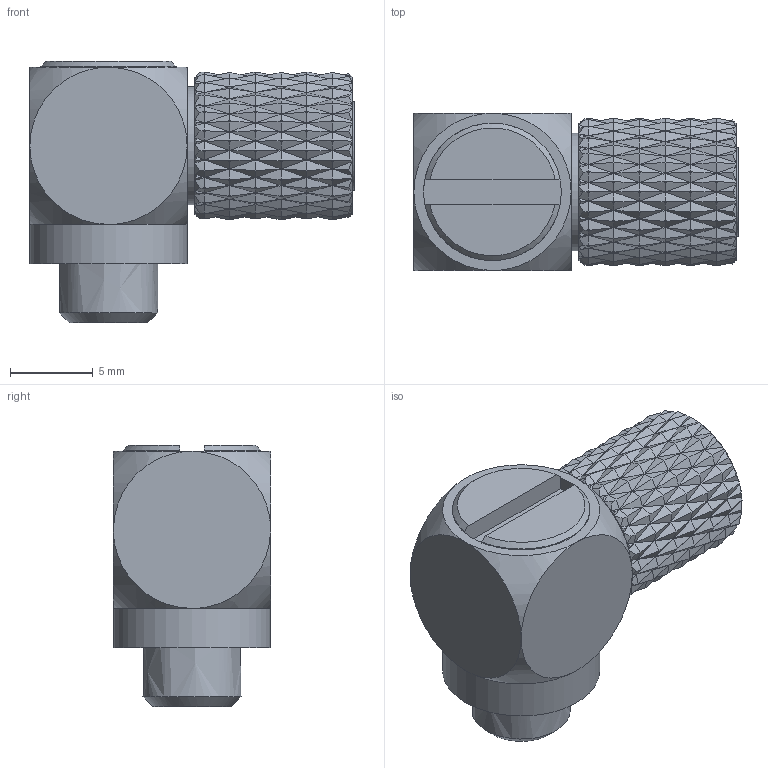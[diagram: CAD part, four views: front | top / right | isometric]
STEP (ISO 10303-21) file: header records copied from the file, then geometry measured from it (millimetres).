
FILE_DESCRIPTION(('FreeCAD Model'),'2;1');
FILE_NAME('Open CASCADE Shape Model','2025-05-02T01:53:47',('FreeCAD'),( 'FreeCAD'),'Open CASCADE STEP processor 7.6','FreeCAD','Unknown');
FILE_SCHEMA(('AUTOMOTIVE_DESIGN { 1 0 10303 214 1 1 1 1 }'));
Products named in the file (1): Open CASCADE STEP translator 7.6 1
Bounding box: 19.59 x 9.5 x 15.79 mm (x, y, z)
Volume: 1346.9 mm3; surface area: 2265.4 mm2
Topology: 4 solids, 4 shells, 930 faces, 1862 edges, 940 vertices
Faces by surface type: bspline 930
Entity records: 42514 total; most frequent: CARTESIAN_POINT 30786, ORIENTED_EDGE 3722, EDGE_CURVE 1861, B_SPLINE_CURVE_WITH_KNOTS 1703, FACE_BOUND 943, EDGE_LOOP 943, VERTEX_POINT 940, ADVANCED_FACE 930
